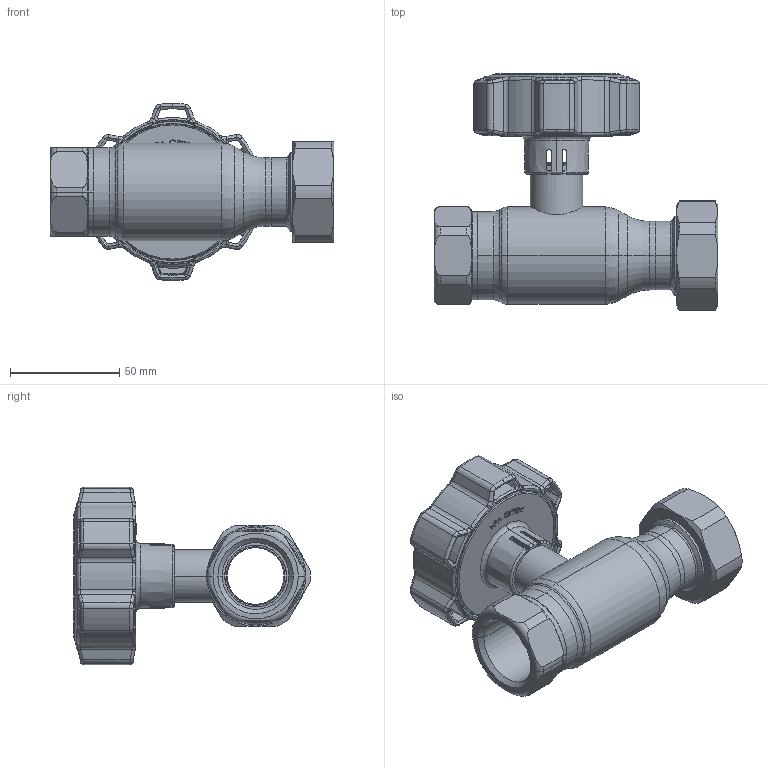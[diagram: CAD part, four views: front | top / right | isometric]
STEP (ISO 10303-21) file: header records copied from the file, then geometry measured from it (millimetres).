
FILE_DESCRIPTION (( 'STEP AP214' ), '1' );
FILE_NAME ('2025002200-0200.step', '2024-01-11T11:25:58', ( '' ), ( '' ), 'SwSTEP 2.0', 'SolidWorks 2021', '' );
FILE_SCHEMA (( 'AUTOMOTIVE_DESIGN' ));
Length unit declared in the file: millimetre
Products named in the file (1): 2025002200-0200
Bounding box: 129.72 x 108.08 x 81 mm (x, y, z)
Surface area: 54567.6 mm2 (no closed solid volume)
Topology: 0 solids, 22 shells, 589 faces, 1704 edges, 1109 vertices
Faces by surface type: bspline 174, cylinder 151, plane 118, cone 79, torus 66, sphere 1
Entity records: 36146 total; most frequent: CARTESIAN_POINT 16016, ORIENTED_EDGE 3011, DIRECTION 2351, EDGE_CURVE 1704, VERTEX_POINT 1109, AXIS2_PLACEMENT_3D 924, B_SPLINE_CURVE_WITH_KNOTS 651, EDGE_LOOP 622
